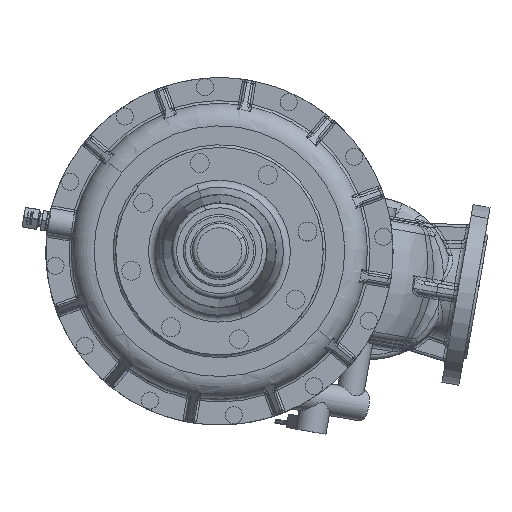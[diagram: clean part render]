
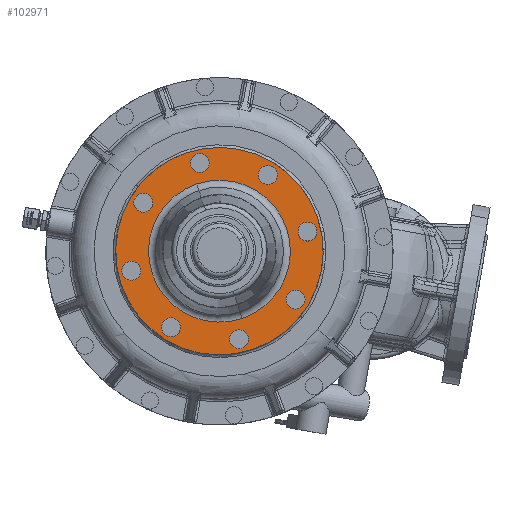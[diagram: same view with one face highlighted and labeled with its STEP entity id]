
A CAD part, top view. The second image highlights one B-rep face of the part: STEP entity #102971.
In plain terms, the highlighted planar face has unit normal (0, 0, 1).
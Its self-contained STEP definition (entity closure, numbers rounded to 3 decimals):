
#102621=CARTESIAN_POINT('Vertex',(5.3,29.512,316.)) ;
#102624=CARTESIAN_POINT('Axis2P3D Location',(-95.622,-25.622,316.)) ;
#102628=CARTESIAN_POINT('Vertex',(-196.544,-80.756,316.)) ;
#102649=CARTESIAN_POINT('Axis2P3D Location',(-95.622,-25.622,316.)) ;
#102800=CARTESIAN_POINT('Axis2P3D Location',(-174.26,-25.622,316.)) ;
#102809=CARTESIAN_POINT('Axis2P3D Location',(-57.353,66.766,316.)) ;
#102813=CARTESIAN_POINT('Vertex',(-46.853,66.766,316.)) ;
#102815=CARTESIAN_POINT('Vertex',(-67.853,66.766,316.)) ;
#102818=CARTESIAN_POINT('Axis2P3D Location',(-57.353,66.766,316.)) ;
#102827=CARTESIAN_POINT('Axis2P3D Location',(-95.622,-25.622,316.)) ;
#102831=CARTESIAN_POINT('Vertex',(-164.634,-63.323,316.)) ;
#102833=CARTESIAN_POINT('Vertex',(-26.61,12.08,316.)) ;
#102836=CARTESIAN_POINT('Axis2P3D Location',(-95.622,-25.622,316.)) ;
#102845=CARTESIAN_POINT('Axis2P3D Location',(-133.89,66.766,316.)) ;
#102849=CARTESIAN_POINT('Vertex',(-141.315,59.342,316.)) ;
#102851=CARTESIAN_POINT('Vertex',(-126.466,74.191,316.)) ;
#102854=CARTESIAN_POINT('Axis2P3D Location',(-133.89,66.766,316.)) ;
#102863=CARTESIAN_POINT('Axis2P3D Location',(-188.01,12.647,316.)) ;
#102867=CARTESIAN_POINT('Vertex',(-188.01,2.147,316.)) ;
#102869=CARTESIAN_POINT('Vertex',(-188.01,23.147,316.)) ;
#102872=CARTESIAN_POINT('Axis2P3D Location',(-188.01,12.647,316.)) ;
#102881=CARTESIAN_POINT('Axis2P3D Location',(-188.01,-63.89,316.)) ;
#102885=CARTESIAN_POINT('Vertex',(-180.585,-71.315,316.)) ;
#102887=CARTESIAN_POINT('Vertex',(-195.434,-56.466,316.)) ;
#102890=CARTESIAN_POINT('Axis2P3D Location',(-188.01,-63.89,316.)) ;
#102899=CARTESIAN_POINT('Axis2P3D Location',(-133.89,-118.01,316.)) ;
#102903=CARTESIAN_POINT('Vertex',(-123.39,-118.01,316.)) ;
#102905=CARTESIAN_POINT('Vertex',(-144.39,-118.01,316.)) ;
#102908=CARTESIAN_POINT('Axis2P3D Location',(-133.89,-118.01,316.)) ;
#102917=CARTESIAN_POINT('Axis2P3D Location',(-57.353,-118.01,316.)) ;
#102921=CARTESIAN_POINT('Vertex',(-49.929,-110.585,316.)) ;
#102923=CARTESIAN_POINT('Vertex',(-64.778,-125.434,316.)) ;
#102926=CARTESIAN_POINT('Axis2P3D Location',(-57.353,-118.01,316.)) ;
#102935=CARTESIAN_POINT('Axis2P3D Location',(-3.234,-63.89,316.)) ;
#102939=CARTESIAN_POINT('Vertex',(-3.234,-53.39,316.)) ;
#102941=CARTESIAN_POINT('Vertex',(-3.234,-74.39,316.)) ;
#102944=CARTESIAN_POINT('Axis2P3D Location',(-3.234,-63.89,316.)) ;
#102953=CARTESIAN_POINT('Axis2P3D Location',(-3.234,12.647,316.)) ;
#102957=CARTESIAN_POINT('Vertex',(-10.658,20.071,316.)) ;
#102959=CARTESIAN_POINT('Vertex',(4.191,5.222,316.)) ;
#102962=CARTESIAN_POINT('Axis2P3D Location',(-3.234,12.647,316.)) ;
#102625=DIRECTION('Axis2P3D Direction',(0.,0.,1.)) ;
#102650=DIRECTION('Axis2P3D Direction',(0.,-0.,1.)) ;
#102801=DIRECTION('Axis2P3D Direction',(-0.,0.,1.)) ;
#102802=DIRECTION('Axis2P3D XDirection',(0.,-1.,0.)) ;
#102810=DIRECTION('Axis2P3D Direction',(-0.,0.,1.)) ;
#102819=DIRECTION('Axis2P3D Direction',(-0.,0.,1.)) ;
#102828=DIRECTION('Axis2P3D Direction',(-0.,0.,1.)) ;
#102837=DIRECTION('Axis2P3D Direction',(-0.,0.,1.)) ;
#102846=DIRECTION('Axis2P3D Direction',(-0.,0.,1.)) ;
#102855=DIRECTION('Axis2P3D Direction',(-0.,0.,1.)) ;
#102864=DIRECTION('Axis2P3D Direction',(-0.,0.,1.)) ;
#102873=DIRECTION('Axis2P3D Direction',(-0.,0.,1.)) ;
#102882=DIRECTION('Axis2P3D Direction',(-0.,0.,1.)) ;
#102891=DIRECTION('Axis2P3D Direction',(-0.,0.,1.)) ;
#102900=DIRECTION('Axis2P3D Direction',(-0.,0.,1.)) ;
#102909=DIRECTION('Axis2P3D Direction',(-0.,0.,1.)) ;
#102918=DIRECTION('Axis2P3D Direction',(-0.,0.,1.)) ;
#102927=DIRECTION('Axis2P3D Direction',(-0.,0.,1.)) ;
#102936=DIRECTION('Axis2P3D Direction',(-0.,0.,1.)) ;
#102945=DIRECTION('Axis2P3D Direction',(-0.,0.,1.)) ;
#102954=DIRECTION('Axis2P3D Direction',(-0.,0.,1.)) ;
#102963=DIRECTION('Axis2P3D Direction',(-0.,0.,1.)) ;
#102626=AXIS2_PLACEMENT_3D('Circle Axis2P3D',#102624,#102625,$) ;
#102651=AXIS2_PLACEMENT_3D('Circle Axis2P3D',#102649,#102650,$) ;
#102803=AXIS2_PLACEMENT_3D('Plane Axis2P3D',#102800,#102801,#102802) ;
#102811=AXIS2_PLACEMENT_3D('Circle Axis2P3D',#102809,#102810,$) ;
#102820=AXIS2_PLACEMENT_3D('Circle Axis2P3D',#102818,#102819,$) ;
#102829=AXIS2_PLACEMENT_3D('Circle Axis2P3D',#102827,#102828,$) ;
#102838=AXIS2_PLACEMENT_3D('Circle Axis2P3D',#102836,#102837,$) ;
#102847=AXIS2_PLACEMENT_3D('Circle Axis2P3D',#102845,#102846,$) ;
#102856=AXIS2_PLACEMENT_3D('Circle Axis2P3D',#102854,#102855,$) ;
#102865=AXIS2_PLACEMENT_3D('Circle Axis2P3D',#102863,#102864,$) ;
#102874=AXIS2_PLACEMENT_3D('Circle Axis2P3D',#102872,#102873,$) ;
#102883=AXIS2_PLACEMENT_3D('Circle Axis2P3D',#102881,#102882,$) ;
#102892=AXIS2_PLACEMENT_3D('Circle Axis2P3D',#102890,#102891,$) ;
#102901=AXIS2_PLACEMENT_3D('Circle Axis2P3D',#102899,#102900,$) ;
#102910=AXIS2_PLACEMENT_3D('Circle Axis2P3D',#102908,#102909,$) ;
#102919=AXIS2_PLACEMENT_3D('Circle Axis2P3D',#102917,#102918,$) ;
#102928=AXIS2_PLACEMENT_3D('Circle Axis2P3D',#102926,#102927,$) ;
#102937=AXIS2_PLACEMENT_3D('Circle Axis2P3D',#102935,#102936,$) ;
#102946=AXIS2_PLACEMENT_3D('Circle Axis2P3D',#102944,#102945,$) ;
#102955=AXIS2_PLACEMENT_3D('Circle Axis2P3D',#102953,#102954,$) ;
#102964=AXIS2_PLACEMENT_3D('Circle Axis2P3D',#102962,#102963,$) ;
#102806=ORIENTED_EDGE('',*,*,#102653,.T.) ;
#102807=ORIENTED_EDGE('',*,*,#102630,.T.) ;
#102824=ORIENTED_EDGE('',*,*,#102817,.F.) ;
#102825=ORIENTED_EDGE('',*,*,#102822,.F.) ;
#102842=ORIENTED_EDGE('',*,*,#102835,.F.) ;
#102843=ORIENTED_EDGE('',*,*,#102840,.F.) ;
#102860=ORIENTED_EDGE('',*,*,#102853,.F.) ;
#102861=ORIENTED_EDGE('',*,*,#102858,.F.) ;
#102878=ORIENTED_EDGE('',*,*,#102871,.F.) ;
#102879=ORIENTED_EDGE('',*,*,#102876,.F.) ;
#102896=ORIENTED_EDGE('',*,*,#102889,.F.) ;
#102897=ORIENTED_EDGE('',*,*,#102894,.F.) ;
#102914=ORIENTED_EDGE('',*,*,#102907,.F.) ;
#102915=ORIENTED_EDGE('',*,*,#102912,.F.) ;
#102932=ORIENTED_EDGE('',*,*,#102925,.F.) ;
#102933=ORIENTED_EDGE('',*,*,#102930,.F.) ;
#102950=ORIENTED_EDGE('',*,*,#102943,.F.) ;
#102951=ORIENTED_EDGE('',*,*,#102948,.F.) ;
#102968=ORIENTED_EDGE('',*,*,#102961,.F.) ;
#102969=ORIENTED_EDGE('',*,*,#102966,.F.) ;
#102826=FACE_BOUND('',#102823,.T.) ;
#102844=FACE_BOUND('',#102841,.T.) ;
#102862=FACE_BOUND('',#102859,.T.) ;
#102880=FACE_BOUND('',#102877,.T.) ;
#102898=FACE_BOUND('',#102895,.T.) ;
#102916=FACE_BOUND('',#102913,.T.) ;
#102934=FACE_BOUND('',#102931,.T.) ;
#102952=FACE_BOUND('',#102949,.T.) ;
#102970=FACE_BOUND('',#102967,.T.) ;
#102971=ADVANCED_FACE('Brep With Voids',(#102808,#102826,#102844,#102862,#102880,#102898,#102916,#102934,#102952,#102970),#102804,.T.) ;
#102627=CIRCLE('generated circle',#102626,115.) ;
#102652=CIRCLE('generated circle',#102651,115.) ;
#102812=CIRCLE('generated circle',#102811,10.5) ;
#102821=CIRCLE('generated circle',#102820,10.5) ;
#102830=CIRCLE('generated circle',#102829,78.639) ;
#102839=CIRCLE('generated circle',#102838,78.639) ;
#102848=CIRCLE('generated circle',#102847,10.5) ;
#102857=CIRCLE('generated circle',#102856,10.5) ;
#102866=CIRCLE('generated circle',#102865,10.5) ;
#102875=CIRCLE('generated circle',#102874,10.5) ;
#102884=CIRCLE('generated circle',#102883,10.5) ;
#102893=CIRCLE('generated circle',#102892,10.5) ;
#102902=CIRCLE('generated circle',#102901,10.5) ;
#102911=CIRCLE('generated circle',#102910,10.5) ;
#102920=CIRCLE('generated circle',#102919,10.5) ;
#102929=CIRCLE('generated circle',#102928,10.5) ;
#102938=CIRCLE('generated circle',#102937,10.5) ;
#102947=CIRCLE('generated circle',#102946,10.5) ;
#102956=CIRCLE('generated circle',#102955,10.5) ;
#102965=CIRCLE('generated circle',#102964,10.5) ;
#102630=EDGE_CURVE('',#102629,#102622,#102627,.T.) ;
#102653=EDGE_CURVE('',#102622,#102629,#102652,.T.) ;
#102817=EDGE_CURVE('',#102814,#102816,#102812,.T.) ;
#102822=EDGE_CURVE('',#102816,#102814,#102821,.T.) ;
#102835=EDGE_CURVE('',#102832,#102834,#102830,.T.) ;
#102840=EDGE_CURVE('',#102834,#102832,#102839,.T.) ;
#102853=EDGE_CURVE('',#102850,#102852,#102848,.T.) ;
#102858=EDGE_CURVE('',#102852,#102850,#102857,.T.) ;
#102871=EDGE_CURVE('',#102868,#102870,#102866,.T.) ;
#102876=EDGE_CURVE('',#102870,#102868,#102875,.T.) ;
#102889=EDGE_CURVE('',#102886,#102888,#102884,.T.) ;
#102894=EDGE_CURVE('',#102888,#102886,#102893,.T.) ;
#102907=EDGE_CURVE('',#102904,#102906,#102902,.T.) ;
#102912=EDGE_CURVE('',#102906,#102904,#102911,.T.) ;
#102925=EDGE_CURVE('',#102922,#102924,#102920,.T.) ;
#102930=EDGE_CURVE('',#102924,#102922,#102929,.T.) ;
#102943=EDGE_CURVE('',#102940,#102942,#102938,.T.) ;
#102948=EDGE_CURVE('',#102942,#102940,#102947,.T.) ;
#102961=EDGE_CURVE('',#102958,#102960,#102956,.T.) ;
#102966=EDGE_CURVE('',#102960,#102958,#102965,.T.) ;
#102805=EDGE_LOOP('',(#102806,#102807)) ;
#102823=EDGE_LOOP('',(#102824,#102825)) ;
#102841=EDGE_LOOP('',(#102842,#102843)) ;
#102859=EDGE_LOOP('',(#102860,#102861)) ;
#102877=EDGE_LOOP('',(#102878,#102879)) ;
#102895=EDGE_LOOP('',(#102896,#102897)) ;
#102913=EDGE_LOOP('',(#102914,#102915)) ;
#102931=EDGE_LOOP('',(#102932,#102933)) ;
#102949=EDGE_LOOP('',(#102950,#102951)) ;
#102967=EDGE_LOOP('',(#102968,#102969)) ;
#102808=FACE_OUTER_BOUND('',#102805,.T.) ;
#102804=PLANE('Plane',#102803) ;
#102622=VERTEX_POINT('',#102621) ;
#102629=VERTEX_POINT('',#102628) ;
#102814=VERTEX_POINT('',#102813) ;
#102816=VERTEX_POINT('',#102815) ;
#102832=VERTEX_POINT('',#102831) ;
#102834=VERTEX_POINT('',#102833) ;
#102850=VERTEX_POINT('',#102849) ;
#102852=VERTEX_POINT('',#102851) ;
#102868=VERTEX_POINT('',#102867) ;
#102870=VERTEX_POINT('',#102869) ;
#102886=VERTEX_POINT('',#102885) ;
#102888=VERTEX_POINT('',#102887) ;
#102904=VERTEX_POINT('',#102903) ;
#102906=VERTEX_POINT('',#102905) ;
#102922=VERTEX_POINT('',#102921) ;
#102924=VERTEX_POINT('',#102923) ;
#102940=VERTEX_POINT('',#102939) ;
#102942=VERTEX_POINT('',#102941) ;
#102958=VERTEX_POINT('',#102957) ;
#102960=VERTEX_POINT('',#102959) ;
